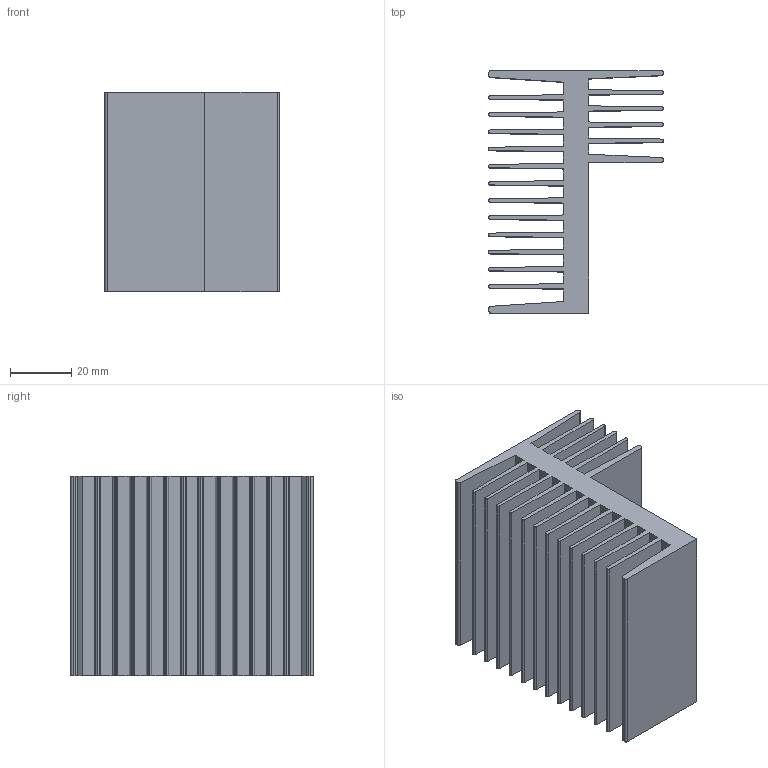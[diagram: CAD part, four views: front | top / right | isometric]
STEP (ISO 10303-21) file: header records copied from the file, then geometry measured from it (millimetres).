
FILE_DESCRIPTION (( 'STEP AP214' ), '1' );
FILE_NAME ('Hladnjak 01_65mm.STEP', '2023-01-04T22:20:34', ( 'stuplja' ), ( '' ), 'SwSTEP 2.0', 'SolidWorks 2020', '' );
FILE_SCHEMA (( 'AUTOMOTIVE_DESIGN' ));
Length unit declared in the file: millimetre
Products named in the file (1): Hladnjak 01_65mm
Bounding box: 56.9 x 79.1 x 65 mm (x, y, z)
Volume: 94585.1 mm3; surface area: 75826.9 mm2
Topology: 1 solids, 1 shells, 120 faces, 354 edges, 236 vertices
Faces by surface type: plane 80, cylinder 40
Entity records: 4032 total; most frequent: CARTESIAN_POINT 711, ORIENTED_EDGE 708, DIRECTION 676, EDGE_CURVE 354, VECTOR 274, LINE 274, VERTEX_POINT 236, AXIS2_PLACEMENT_3D 201
